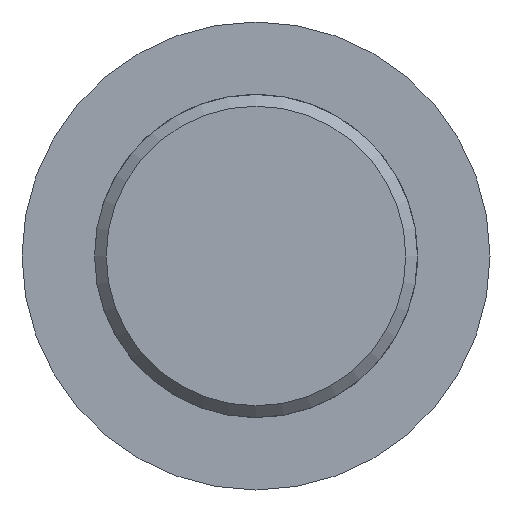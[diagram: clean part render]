
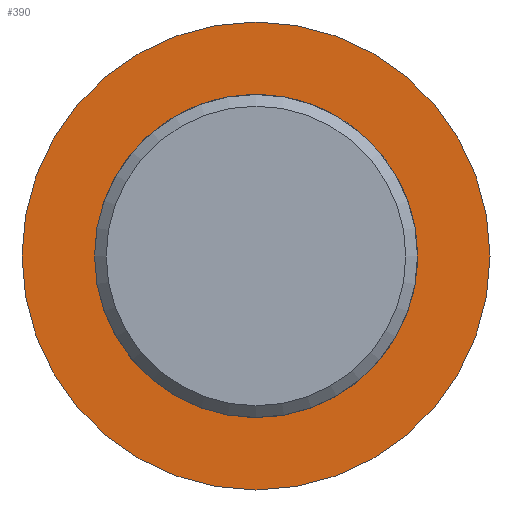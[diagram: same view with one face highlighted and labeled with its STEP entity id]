
A CAD part, front view. The second image highlights one B-rep face of the part: STEP entity #390.
In plain terms, the highlighted planar face has unit normal (0, -1, 0).
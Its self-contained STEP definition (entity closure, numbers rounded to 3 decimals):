
#16=FACE_BOUND('',#140,.T.);
#43=CIRCLE('',#436,10.);
#44=CIRCLE('',#438,5.);
#94=PLANE('',#437);
#115=FACE_OUTER_BOUND('',#139,.T.);
#139=EDGE_LOOP('',(#355));
#140=EDGE_LOOP('',(#356));
#198=VERTEX_POINT('',#811);
#199=VERTEX_POINT('',#815);
#250=EDGE_CURVE('',#198,#198,#43,.T.);
#252=EDGE_CURVE('',#199,#199,#44,.T.);
#355=ORIENTED_EDGE('',*,*,#250,.T.);
#356=ORIENTED_EDGE('',*,*,#252,.F.);
#390=ADVANCED_FACE('',(#115,#16),#94,.T.);
#436=AXIS2_PLACEMENT_3D('',#812,#514,#515);
#437=AXIS2_PLACEMENT_3D('',#814,#517,#518);
#438=AXIS2_PLACEMENT_3D('',#816,#519,#520);
#514=DIRECTION('center_axis',(0.,-1.,0.));
#515=DIRECTION('ref_axis',(1.,0.,0.));
#517=DIRECTION('center_axis',(0.,-1.,0.));
#518=DIRECTION('ref_axis',(0.,0.,-1.));
#519=DIRECTION('center_axis',(0.,-1.,0.));
#520=DIRECTION('ref_axis',(1.,0.,0.));
#811=CARTESIAN_POINT('',(-10.,5.,0.));
#812=CARTESIAN_POINT('Origin',(0.,5.,0.));
#814=CARTESIAN_POINT('Origin',(5.,5.,0.));
#815=CARTESIAN_POINT('',(-5.,5.,0.));
#816=CARTESIAN_POINT('Origin',(0.,5.,0.));
